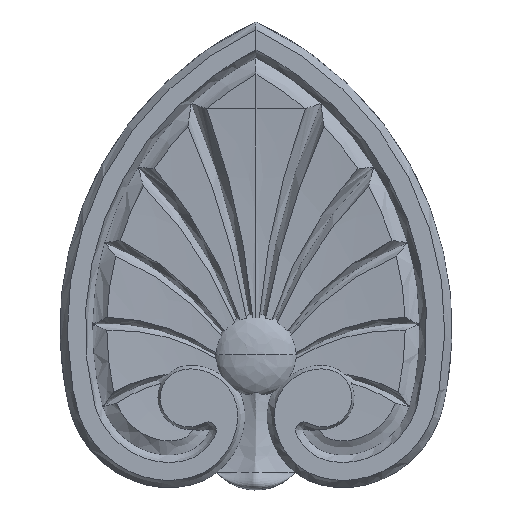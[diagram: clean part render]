
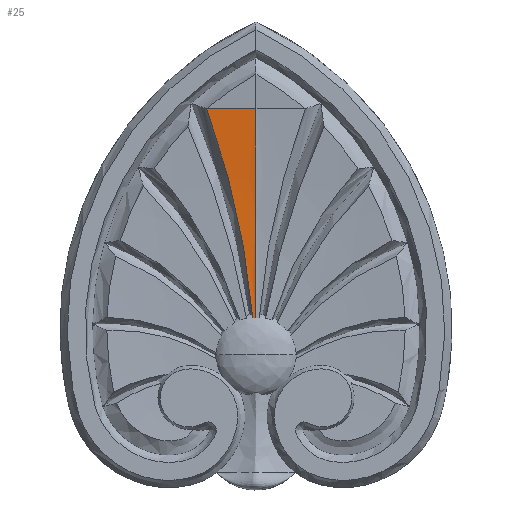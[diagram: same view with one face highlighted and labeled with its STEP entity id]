
A CAD part, top view. The second image highlights one B-rep face of the part: STEP entity #25.
In plain terms, the highlighted free-form (B-spline) face has degree [3, 1] with [6, 2] control points.
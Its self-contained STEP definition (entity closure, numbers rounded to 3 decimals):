
#25=ADVANCED_FACE('',(#83),#828,.T.);
#83=FACE_OUTER_BOUND('',#141,.T.);
#141=EDGE_LOOP('',(#242,#243,#244,#245));
#242=ORIENTED_EDGE('',*,*,#505,.T.);
#243=ORIENTED_EDGE('',*,*,#507,.T.);
#244=ORIENTED_EDGE('',*,*,#504,.F.);
#245=ORIENTED_EDGE('',*,*,#506,.T.);
#504=EDGE_CURVE('',#777,#778,#617,.T.);
#505=EDGE_CURVE('',#779,#780,#618,.T.);
#506=EDGE_CURVE('',#777,#779,#619,.T.);
#507=EDGE_CURVE('',#780,#778,#620,.T.);
#617=B_SPLINE_CURVE_WITH_KNOTS('',1,(#6139,#6140),.UNSPECIFIED.,.F.,.F.,
(2,2),(-13.71,-6.855),.UNSPECIFIED.);
#618=B_SPLINE_CURVE_WITH_KNOTS('',3,(#6141,#6142,#6143,#6144),
 .UNSPECIFIED.,.F.,.F.,(4,4),(0.,0.433),.UNSPECIFIED.);
#619=B_SPLINE_CURVE_WITH_KNOTS('',3,(#6145,#6146,#6147,#6148,#6149,#6150),
 .UNSPECIFIED.,.F.,.F.,(4,2,4),(6.598,21.731,36.115),
 .UNSPECIFIED.);
#620=B_SPLINE_CURVE_WITH_KNOTS('',3,(#6151,#6152,#6153,#6154,#6155,#6156),
 .UNSPECIFIED.,.F.,.F.,(4,2,4),(-36.08,-21.731,-6.598),
 .UNSPECIFIED.);
#777=VERTEX_POINT('',#5070);
#778=VERTEX_POINT('',#5071);
#779=VERTEX_POINT('',#5072);
#780=VERTEX_POINT('',#5073);
#828=B_SPLINE_SURFACE_WITH_KNOTS('',3,1,((#2158,#2159),(#2160,#2161),(#2162,
#2163),(#2164,#2165),(#2166,#2167),(#2168,#2169)),.UNSPECIFIED.,.F.,.F.,
 .F.,(4,2,4),(2,2),(6.598,21.731,36.864),
(-13.71,-6.855),.UNSPECIFIED.);
#2158=CARTESIAN_POINT('',(-6.855,-12.067,3.26));
#2159=CARTESIAN_POINT('',(0.,-12.067,3.26));
#2160=CARTESIAN_POINT('',(-5.118,-16.856,2.859));
#2161=CARTESIAN_POINT('',(0.,-17.029,2.845));
#2162=CARTESIAN_POINT('',(-3.7,-21.768,2.545));
#2163=CARTESIAN_POINT('',(0.,-21.998,2.532));
#2164=CARTESIAN_POINT('',(-1.53,-31.745,2.118));
#2165=CARTESIAN_POINT('',(0.,-31.946,2.112));
#2166=CARTESIAN_POINT('',(-0.779,-36.811,2.005));
#2167=CARTESIAN_POINT('',(0.,-36.925,2.005));
#2168=CARTESIAN_POINT('',(-0.369,-41.904,2.));
#2169=CARTESIAN_POINT('',(0.,-41.904,2.));
#5070=CARTESIAN_POINT('',(-6.855,-12.067,3.26));
#5071=CARTESIAN_POINT('',(0.,-12.067,3.26));
#5072=CARTESIAN_POINT('',(-0.432,-41.148,2.002));
#5073=CARTESIAN_POINT('',(0.,-41.13,2.002));
#6139=CARTESIAN_POINT('',(-6.855,-12.067,3.26));
#6140=CARTESIAN_POINT('',(0.,-12.067,3.26));
#6141=CARTESIAN_POINT('',(-0.432,-41.148,2.002));
#6142=CARTESIAN_POINT('',(-0.288,-41.136,2.002));
#6143=CARTESIAN_POINT('',(-0.144,-41.13,2.002));
#6144=CARTESIAN_POINT('',(0.,-41.13,2.002));
#6145=CARTESIAN_POINT('',(-6.855,-12.067,3.26));
#6146=CARTESIAN_POINT('',(-5.118,-16.856,2.859));
#6147=CARTESIAN_POINT('',(-3.7,-21.768,2.545));
#6148=CARTESIAN_POINT('',(-1.584,-31.498,2.128));
#6149=CARTESIAN_POINT('',(-0.854,-36.31,2.016));
#6150=CARTESIAN_POINT('',(-0.432,-41.148,2.002));
#6151=CARTESIAN_POINT('',(0.,-41.13,2.002));
#6152=CARTESIAN_POINT('',(0.,-36.409,2.016));
#6153=CARTESIAN_POINT('',(0.,-31.689,2.123));
#6154=CARTESIAN_POINT('',(0.,-21.998,2.532));
#6155=CARTESIAN_POINT('',(0.,-17.029,2.845));
#6156=CARTESIAN_POINT('',(0.,-12.067,3.26));
